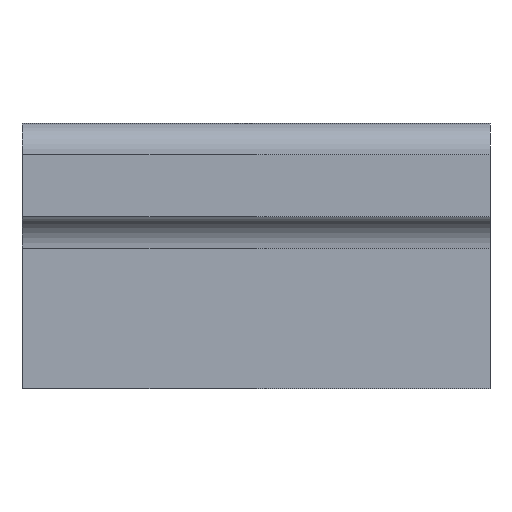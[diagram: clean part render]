
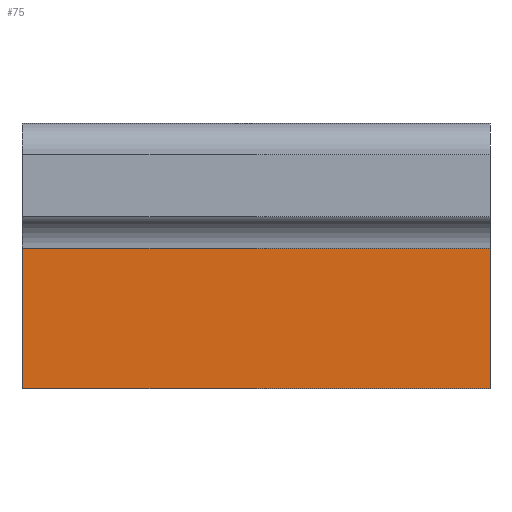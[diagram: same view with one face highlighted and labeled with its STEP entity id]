
A CAD part, front view. The second image highlights one B-rep face of the part: STEP entity #75.
In plain terms, the highlighted planar face has unit normal (0, -1, 0).
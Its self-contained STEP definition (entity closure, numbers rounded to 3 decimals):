
#75 = ADVANCED_FACE( '', ( #152 ), #153, .F. );
#152 = FACE_OUTER_BOUND( '', #224, .T. );
#153 = PLANE( '', #225 );
#224 = EDGE_LOOP( '', ( #379, #380, #381, #382 ) );
#225 = AXIS2_PLACEMENT_3D( '', #383, #384, #385 );
#379 = ORIENTED_EDGE( '', *, *, #423, .T. );
#380 = ORIENTED_EDGE( '', *, *, #416, .F. );
#381 = ORIENTED_EDGE( '', *, *, #434, .F. );
#382 = ORIENTED_EDGE( '', *, *, #440, .T. );
#383 = CARTESIAN_POINT( '', ( 30., 30., -8. ) );
#384 = DIRECTION( '', ( 0., 1., 0. ) );
#385 = DIRECTION( '', ( 0., 0., 1. ) );
#416 = EDGE_CURVE( '', #491, #486, #493, .T. );
#423 = EDGE_CURVE( '', #503, #486, #504, .T. );
#434 = EDGE_CURVE( '', #521, #491, #523, .T. );
#440 = EDGE_CURVE( '', #521, #503, #531, .T. );
#486 = VERTEX_POINT( '', #586 );
#491 = VERTEX_POINT( '', #593 );
#493 = LINE( '', #596, #597 );
#503 = VERTEX_POINT( '', #611 );
#504 = LINE( '', #612, #613 );
#521 = VERTEX_POINT( '', #635 );
#523 = LINE( '', #637, #638 );
#531 = LINE( '', #649, #650 );
#586 = CARTESIAN_POINT( '', ( 0., 30., -17. ) );
#593 = CARTESIAN_POINT( '', ( 30., 30., -17. ) );
#596 = CARTESIAN_POINT( '', ( 30., 30., -17. ) );
#597 = VECTOR( '', #708, 1000. );
#611 = CARTESIAN_POINT( '', ( 0., 30., -8. ) );
#612 = CARTESIAN_POINT( '', ( 0., 30., -8. ) );
#613 = VECTOR( '', #716, 1000. );
#635 = CARTESIAN_POINT( '', ( 30., 30., -8. ) );
#637 = CARTESIAN_POINT( '', ( 30., 30., -8. ) );
#638 = VECTOR( '', #734, 1000. );
#649 = CARTESIAN_POINT( '', ( 30., 30., -8. ) );
#650 = VECTOR( '', #741, 1000. );
#708 = DIRECTION( '', ( -1., 0., 0. ) );
#716 = DIRECTION( '', ( 0., 0., -1. ) );
#734 = DIRECTION( '', ( 0., 0., -1. ) );
#741 = DIRECTION( '', ( -1., 0., 0. ) );
